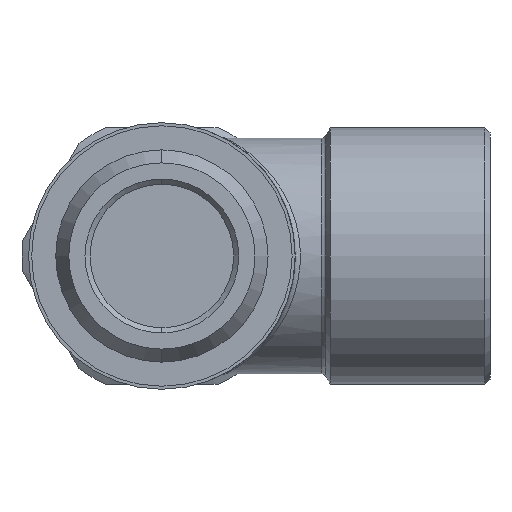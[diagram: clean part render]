
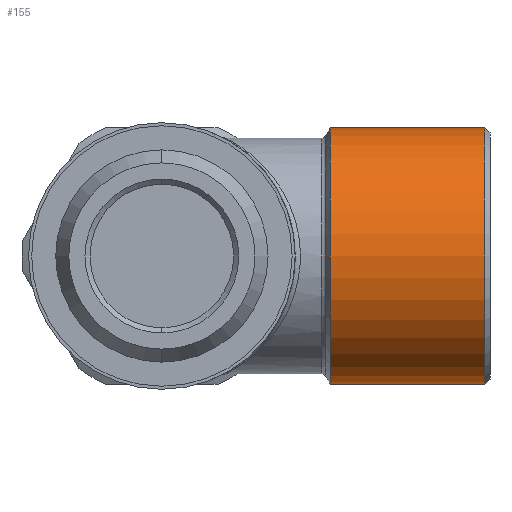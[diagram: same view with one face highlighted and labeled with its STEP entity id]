
A CAD part, front view. The second image highlights one B-rep face of the part: STEP entity #155.
In plain terms, the highlighted cylindrical face has radius 12.5 mm (diameter 25 mm), a partial arc.
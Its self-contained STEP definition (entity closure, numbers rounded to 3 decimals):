
#106 = EDGE_CURVE ( 'NONE', #615, #617, #859, .T. ) ;
#135 = ORIENTED_EDGE ( 'NONE', *, *, #106, .T. ) ;
#138 = ORIENTED_EDGE ( 'NONE', *, *, #613, .T. ) ;
#155 = ADVANCED_FACE ( 'NONE', ( #1644 ), #1643, .T. ) ;
#156 = ORIENTED_EDGE ( 'NONE', *, *, #600, .F. ) ;
#160 = EDGE_LOOP ( 'NONE', ( #156, #161, #138, #135 ) ) ;
#161 = ORIENTED_EDGE ( 'NONE', *, *, #165, .T. ) ;
#165 = EDGE_CURVE ( 'NONE', #602, #625, #1675, .T. ) ;
#600 = EDGE_CURVE ( 'NONE', #602, #617, #3822, .T. ) ;
#602 = VERTEX_POINT ( 'NONE', #3829 ) ;
#613 = EDGE_CURVE ( 'NONE', #625, #615, #3851, .T. ) ;
#615 = VERTEX_POINT ( 'NONE', #2032 ) ;
#617 = VERTEX_POINT ( 'NONE', #2038 ) ;
#625 = VERTEX_POINT ( 'NONE', #2095 ) ;
#859 = CIRCLE ( 'NONE', #931, 12.5 ) ;
#866 = CARTESIAN_POINT ( 'NONE',  ( 16.433, 24.5, 0. ) ) ;
#929 = DIRECTION ( 'NONE',  ( 0., 0., -1. ) ) ;
#930 = DIRECTION ( 'NONE',  ( 1., 0., 0. ) ) ;
#931 = AXIS2_PLACEMENT_3D ( 'NONE', #866, #930, #929 ) ;
#1639 = DIRECTION ( 'NONE',  ( 0., 0., 1. ) ) ;
#1640 = DIRECTION ( 'NONE',  ( -1., 0., 0. ) ) ;
#1641 = AXIS2_PLACEMENT_3D ( 'NONE', #1642, #1640, #1639 ) ;
#1642 = CARTESIAN_POINT ( 'NONE',  ( -1.384, 24.5, 0. ) ) ;
#1643 = CYLINDRICAL_SURFACE ( 'NONE', #1641, 12.5 ) ;
#1644 = FACE_OUTER_BOUND ( 'NONE', #160, .T. ) ;
#1671 = DIRECTION ( 'NONE',  ( 0., 0., 1. ) ) ;
#1672 = DIRECTION ( 'NONE',  ( -1., 0., 0. ) ) ;
#1673 = CARTESIAN_POINT ( 'NONE',  ( 31.5, 24.5, 0. ) ) ;
#1674 = AXIS2_PLACEMENT_3D ( 'NONE', #1673, #1672, #1671 ) ;
#1675 = CIRCLE ( 'NONE', #1674, 12.5 ) ;
#2032 = CARTESIAN_POINT ( 'NONE',  ( 16.433, 24.5, 12.5 ) ) ;
#2038 = CARTESIAN_POINT ( 'NONE',  ( 16.433, 24.5, -12.5 ) ) ;
#2095 = CARTESIAN_POINT ( 'NONE',  ( 31.5, 24.5, 12.5 ) ) ;
#3822 = LINE ( 'NONE', #3828, #3830 ) ;
#3827 = DIRECTION ( 'NONE',  ( -1., 0., 0. ) ) ;
#3828 = CARTESIAN_POINT ( 'NONE',  ( -1.384, 24.5, -12.5 ) ) ;
#3829 = CARTESIAN_POINT ( 'NONE',  ( 31.5, 24.5, -12.5 ) ) ;
#3830 = VECTOR ( 'NONE', #3827, 1000. ) ;
#3851 = LINE ( 'NONE', #3854, #3853 ) ;
#3852 = DIRECTION ( 'NONE',  ( -1., 0., 0. ) ) ;
#3853 = VECTOR ( 'NONE', #3852, 1000. ) ;
#3854 = CARTESIAN_POINT ( 'NONE',  ( -1.384, 24.5, 12.5 ) ) ;
